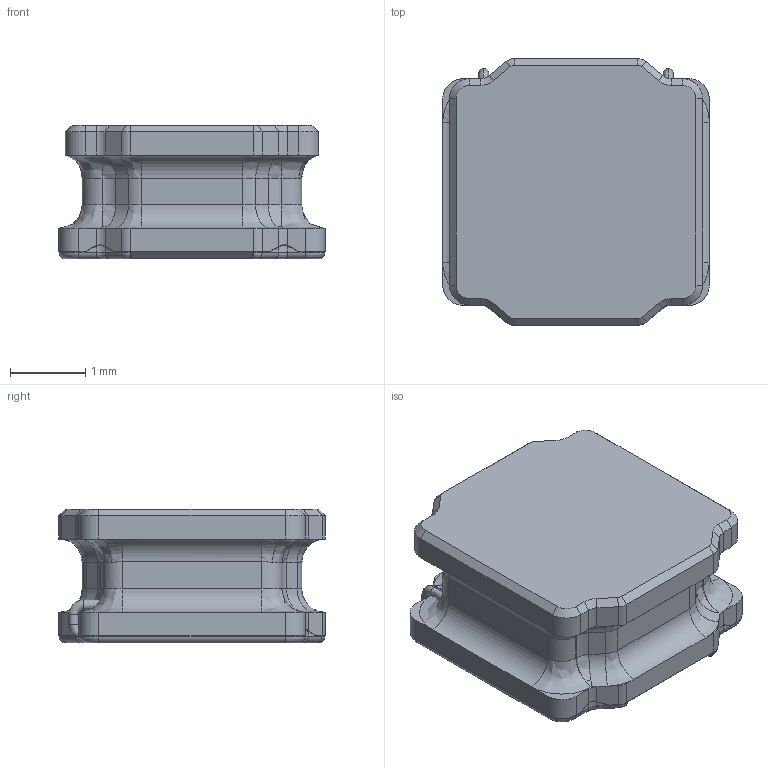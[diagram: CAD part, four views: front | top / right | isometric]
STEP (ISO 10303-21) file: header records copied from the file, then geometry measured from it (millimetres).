
FILE_DESCRIPTION(('Open CASCADE Model'),'2;1');
FILE_NAME('Open CASCADE Shape Model','2026-01-10T20:35:00',('Author'),( 'Open CASCADE'),'Open CASCADE STEP processor 7.9','Open CASCADE 7.9' ,'Unknown');
FILE_SCHEMA(('AUTOMOTIVE_DESIGN { 1 0 10303 214 1 1 1 1 }'));
Length unit declared in the file: millimetre
Products named in the file (1): SOLID
Bounding box: 3.55 x 3.55 x 1.78 mm (x, y, z)
Volume: 17.4 mm3; surface area: 47.3 mm2
Topology: 1 solids, 1 shells, 522 faces, 1335 edges, 824 vertices
Faces by surface type: bspline 522
Entity records: 19468 total; most frequent: CARTESIAN_POINT 7966, ORIENTED_EDGE 2658, EDGE_CURVE 1329, B_SPLINE_CURVE_WITH_KNOTS 1063, VERTEX_POINT 824, FACE_BOUND 541, EDGE_LOOP 541, PRESENTATION_STYLE_ASSIGNMENT 523
